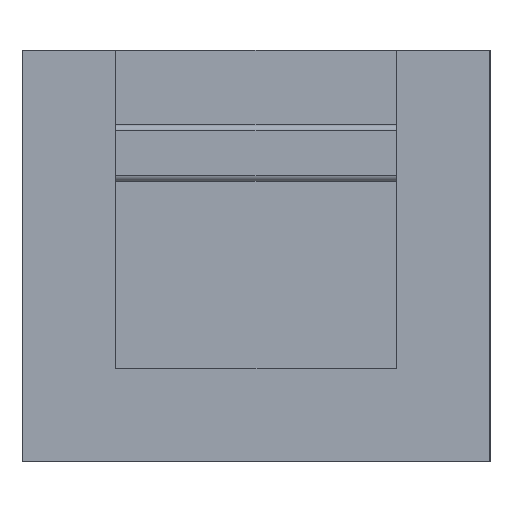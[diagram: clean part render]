
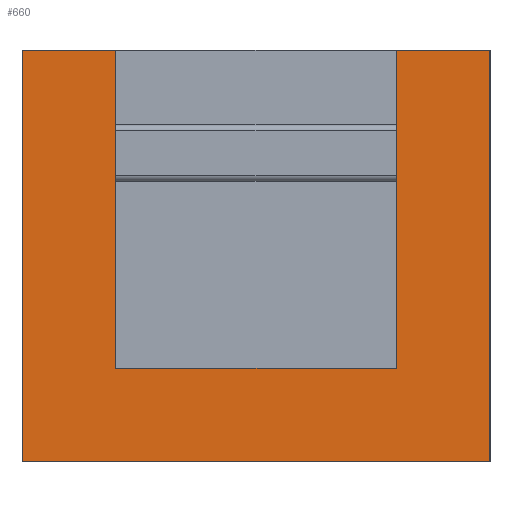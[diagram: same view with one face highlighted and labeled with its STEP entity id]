
A CAD part, left-side view. The second image highlights one B-rep face of the part: STEP entity #660.
In plain terms, the highlighted planar face has unit normal (-1, 0, 0).
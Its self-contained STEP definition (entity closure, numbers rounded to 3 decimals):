
#54=FACE_OUTER_BOUND('',#92,.T.);
#92=EDGE_LOOP('',(#562,#563,#564,#565,#566,#567,#568,#569));
#151=LINE('',#1004,#230);
#161=LINE('',#1023,#240);
#163=LINE('',#1027,#242);
#177=LINE('',#1064,#256);
#178=LINE('',#1066,#257);
#179=LINE('',#1068,#258);
#180=LINE('',#1070,#259);
#181=LINE('',#1071,#260);
#230=VECTOR('',#815,10.);
#240=VECTOR('',#833,10.);
#242=VECTOR('',#837,10.);
#256=VECTOR('',#879,10.);
#257=VECTOR('',#880,10.);
#258=VECTOR('',#881,10.);
#259=VECTOR('',#882,10.);
#260=VECTOR('',#883,10.);
#305=VERTEX_POINT('',#1001);
#306=VERTEX_POINT('',#1003);
#311=VERTEX_POINT('',#1022);
#312=VERTEX_POINT('',#1026);
#321=VERTEX_POINT('',#1063);
#322=VERTEX_POINT('',#1065);
#323=VERTEX_POINT('',#1067);
#324=VERTEX_POINT('',#1069);
#377=EDGE_CURVE('',#306,#305,#151,.T.);
#387=EDGE_CURVE('',#311,#306,#161,.T.);
#389=EDGE_CURVE('',#305,#312,#163,.T.);
#407=EDGE_CURVE('',#321,#312,#177,.F.);
#408=EDGE_CURVE('',#322,#321,#178,.F.);
#409=EDGE_CURVE('',#323,#322,#179,.T.);
#410=EDGE_CURVE('',#323,#324,#180,.T.);
#411=EDGE_CURVE('',#311,#324,#181,.F.);
#562=ORIENTED_EDGE('',*,*,#389,.T.);
#563=ORIENTED_EDGE('',*,*,#407,.F.);
#564=ORIENTED_EDGE('',*,*,#408,.F.);
#565=ORIENTED_EDGE('',*,*,#409,.F.);
#566=ORIENTED_EDGE('',*,*,#410,.T.);
#567=ORIENTED_EDGE('',*,*,#411,.F.);
#568=ORIENTED_EDGE('',*,*,#387,.T.);
#569=ORIENTED_EDGE('',*,*,#377,.T.);
#625=PLANE('',#721);
#660=ADVANCED_FACE('',(#54),#625,.T.);
#721=AXIS2_PLACEMENT_3D('',#1062,#877,#878);
#815=DIRECTION('',(0.,1.,0.));
#833=DIRECTION('',(0.,0.,-1.));
#837=DIRECTION('',(0.,0.,1.));
#877=DIRECTION('center_axis',(-1.,0.,0.));
#878=DIRECTION('ref_axis',(0.,-1.,0.));
#879=DIRECTION('',(0.,1.,0.));
#880=DIRECTION('',(0.,0.,-1.));
#881=DIRECTION('',(0.,1.,0.));
#882=DIRECTION('',(0.,0.,1.));
#883=DIRECTION('',(0.,1.,0.));
#1001=CARTESIAN_POINT('',(-51.,46.,4.));
#1003=CARTESIAN_POINT('',(-51.,31.,4.));
#1004=CARTESIAN_POINT('',(-51.,48.,4.));
#1022=CARTESIAN_POINT('',(-51.,31.,21.));
#1023=CARTESIAN_POINT('',(-51.,31.,2.));
#1026=CARTESIAN_POINT('',(-51.,46.,21.));
#1027=CARTESIAN_POINT('',(-51.,46.,10.5));
#1062=CARTESIAN_POINT('Origin',(-51.,50.,0.));
#1063=CARTESIAN_POINT('',(-51.,51.,21.));
#1064=CARTESIAN_POINT('',(-51.,44.25,21.));
#1065=CARTESIAN_POINT('',(-51.,51.,-1.));
#1066=CARTESIAN_POINT('',(-51.,51.,0.));
#1067=CARTESIAN_POINT('',(-51.,26.,-1.));
#1068=CARTESIAN_POINT('',(-51.,44.25,-1.));
#1069=CARTESIAN_POINT('',(-51.,26.,21.));
#1070=CARTESIAN_POINT('',(-51.,26.,0.));
#1071=CARTESIAN_POINT('',(-51.,44.25,21.));
